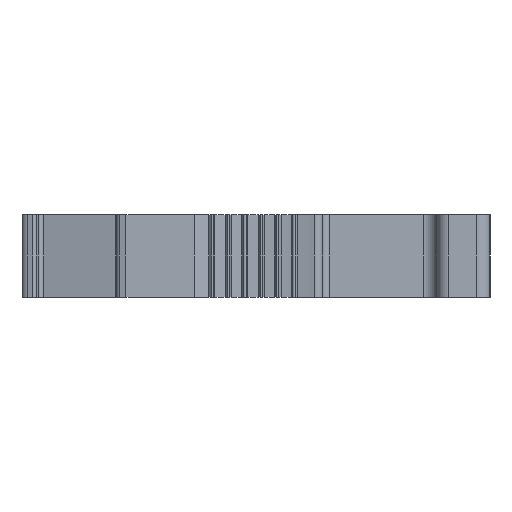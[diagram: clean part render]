
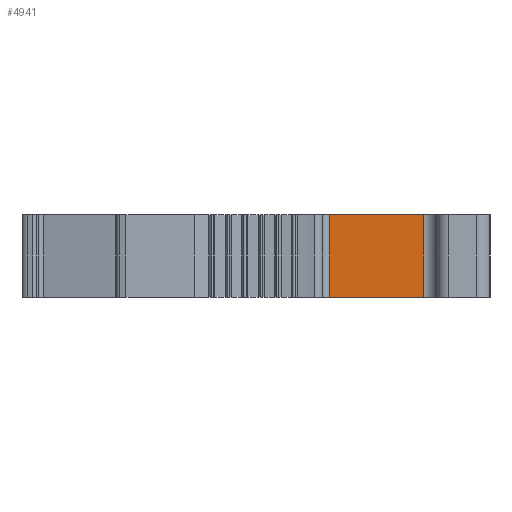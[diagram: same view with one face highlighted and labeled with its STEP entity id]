
A CAD part, left-side view. The second image highlights one B-rep face of the part: STEP entity #4941.
In plain terms, the highlighted planar face has unit normal (-1, 0, 0).
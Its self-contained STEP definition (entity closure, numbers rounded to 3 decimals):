
#598=DIRECTION('',(0.,-1.,0.));
#599=VECTOR('',#598,7.1);
#600=CARTESIAN_POINT('',(-24.4,6.1,0.));
#601=LINE('',#600,#599);
#1160=DIRECTION('',(0.,-1.,0.));
#1161=VECTOR('',#1160,7.1);
#1162=CARTESIAN_POINT('',(-24.4,6.1,6.2));
#1163=LINE('',#1162,#1161);
#1835=DIRECTION('',(0.,0.,1.));
#1836=VECTOR('',#1835,6.2);
#1837=CARTESIAN_POINT('',(-24.4,-1.,0.));
#1838=LINE('',#1837,#1836);
#1839=DIRECTION('',(0.,0.,1.));
#1840=VECTOR('',#1839,6.2);
#1841=CARTESIAN_POINT('',(-24.4,6.1,0.));
#1842=LINE('',#1841,#1840);
#2383=CARTESIAN_POINT('',(-24.4,6.1,0.));
#2384=VERTEX_POINT('',#2383);
#2385=CARTESIAN_POINT('',(-24.4,-1.,0.));
#2386=VERTEX_POINT('',#2385);
#2481=CARTESIAN_POINT('',(-24.4,6.1,6.2));
#2482=VERTEX_POINT('',#2481);
#2483=CARTESIAN_POINT('',(-24.4,-1.,6.2));
#2484=VERTEX_POINT('',#2483);
#4929=CARTESIAN_POINT('',(-24.4,6.1,0.));
#4930=DIRECTION('',(-1.,0.,0.));
#4931=DIRECTION('',(0.,-1.,0.));
#4932=AXIS2_PLACEMENT_3D('',#4929,#4930,#4931);
#4933=PLANE('',#4932);
#4934=ORIENTED_EDGE('',*,*,#3302,.F.);
#4936=ORIENTED_EDGE('',*,*,#4935,.T.);
#4937=ORIENTED_EDGE('',*,*,#3666,.T.);
#4938=ORIENTED_EDGE('',*,*,#4922,.F.);
#4939=EDGE_LOOP('',(#4934,#4936,#4937,#4938));
#4940=FACE_OUTER_BOUND('',#4939,.F.);
#4941=ADVANCED_FACE('',(#4940),#4933,.T.);
#3302=EDGE_CURVE('',#2384,#2386,#601,.T.);
#3666=EDGE_CURVE('',#2482,#2484,#1163,.T.);
#4922=EDGE_CURVE('',#2386,#2484,#1838,.T.);
#4935=EDGE_CURVE('',#2384,#2482,#1842,.T.);
